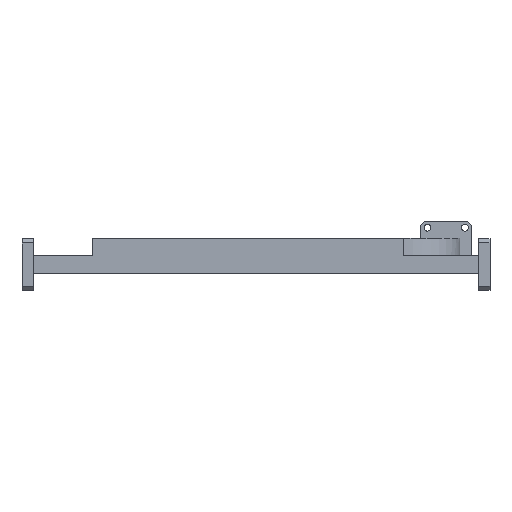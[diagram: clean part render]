
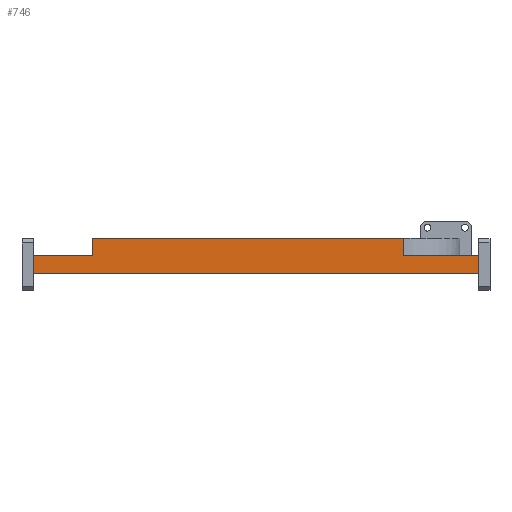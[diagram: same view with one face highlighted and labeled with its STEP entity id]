
A CAD part, top view. The second image highlights one B-rep face of the part: STEP entity #746.
In plain terms, the highlighted planar face has unit normal (0, 0, 1).
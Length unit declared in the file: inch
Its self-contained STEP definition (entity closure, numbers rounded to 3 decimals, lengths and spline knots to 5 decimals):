
#34 = EDGE_CURVE ( 'NONE', #887, #672, #2355, .T. ) ;
#45 = CARTESIAN_POINT ( 'NONE',  ( 2.52, 0.45, 0.67 ) ) ;
#75 = EDGE_CURVE ( 'NONE', #2568, #1133, #1965, .T. ) ;
#103 = VERTEX_POINT ( 'NONE', #2079 ) ;
#141 = DIRECTION ( 'NONE',  ( 0., -1., 0. ) ) ;
#146 = CARTESIAN_POINT ( 'NONE',  ( -3.81, 0.44, 0.67 ) ) ;
#177 = VERTEX_POINT ( 'NONE', #1263 ) ;
#186 = ORIENTED_EDGE ( 'NONE', *, *, #34, .T. ) ;
#215 = VECTOR ( 'NONE', #786, 39.37008 ) ;
#284 = ORIENTED_EDGE ( 'NONE', *, *, #1817, .T. ) ;
#285 = DIRECTION ( 'NONE',  ( 1., 0., 0. ) ) ;
#339 = VECTOR ( 'NONE', #2120, 39.37008 ) ;
#343 = DIRECTION ( 'NONE',  ( 0., -1., 0. ) ) ;
#481 = LINE ( 'NONE', #1281, #1079 ) ;
#524 = ORIENTED_EDGE ( 'NONE', *, *, #1299, .F. ) ;
#527 = CARTESIAN_POINT ( 'NONE',  ( -3.81, 0.44, 0.67 ) ) ;
#597 = VERTEX_POINT ( 'NONE', #1317 ) ;
#607 = ORIENTED_EDGE ( 'NONE', *, *, #1853, .F. ) ;
#610 = VECTOR ( 'NONE', #2508, 39.37008 ) ;
#672 = VERTEX_POINT ( 'NONE', #2611 ) ;
#746 = ADVANCED_FACE ( 'NONE', ( #2400 ), #2227, .F. ) ;
#759 = DIRECTION ( 'NONE',  ( 0., 0., -1. ) ) ;
#770 = VECTOR ( 'NONE', #141, 39.37008 ) ;
#779 = CARTESIAN_POINT ( 'NONE',  ( -3.81, 0.15, 0.67 ) ) ;
#781 = VERTEX_POINT ( 'NONE', #1027 ) ;
#786 = DIRECTION ( 'NONE',  ( 0., -1., 0. ) ) ;
#822 = EDGE_CURVE ( 'NONE', #177, #781, #1667, .T. ) ;
#875 = LINE ( 'NONE', #1516, #610 ) ;
#887 = VERTEX_POINT ( 'NONE', #779 ) ;
#951 = EDGE_CURVE ( 'NONE', #597, #103, #1390, .T. ) ;
#956 = CARTESIAN_POINT ( 'NONE',  ( -2.8, 0.45, 0.67 ) ) ;
#1027 = CARTESIAN_POINT ( 'NONE',  ( 3.81, -0.15, 0.67 ) ) ;
#1079 = VECTOR ( 'NONE', #285, 39.37008 ) ;
#1133 = VERTEX_POINT ( 'NONE', #2126 ) ;
#1203 = CARTESIAN_POINT ( 'NONE',  ( 2.52, 0.45, 0.67 ) ) ;
#1207 = ORIENTED_EDGE ( 'NONE', *, *, #951, .T. ) ;
#1263 = CARTESIAN_POINT ( 'NONE',  ( 3.81, 0.15, 0.67 ) ) ;
#1270 = CARTESIAN_POINT ( 'NONE',  ( -3.81, 0.15, 0.67 ) ) ;
#1281 = CARTESIAN_POINT ( 'NONE',  ( -3.81, -0.15, 0.67 ) ) ;
#1299 = EDGE_CURVE ( 'NONE', #887, #103, #2282, .T. ) ;
#1317 = CARTESIAN_POINT ( 'NONE',  ( -2.8, 0.45, 0.67 ) ) ;
#1390 = LINE ( 'NONE', #956, #2087 ) ;
#1416 = EDGE_LOOP ( 'NONE', ( #186, #284, #2554, #1777, #2458, #607, #1207, #524 ) ) ;
#1516 = CARTESIAN_POINT ( 'NONE',  ( 0., 0.45, 0.67 ) ) ;
#1531 = DIRECTION ( 'NONE',  ( 1., 0., 0. ) ) ;
#1551 = CARTESIAN_POINT ( 'NONE',  ( -3.81, 0.15, 0.67 ) ) ;
#1561 = DIRECTION ( 'NONE',  ( 0., -1., 0. ) ) ;
#1667 = LINE ( 'NONE', #2433, #2071 ) ;
#1777 = ORIENTED_EDGE ( 'NONE', *, *, #2441, .F. ) ;
#1817 = EDGE_CURVE ( 'NONE', #672, #781, #481, .T. ) ;
#1853 = EDGE_CURVE ( 'NONE', #597, #2568, #875, .T. ) ;
#1965 = LINE ( 'NONE', #1203, #770 ) ;
#2071 = VECTOR ( 'NONE', #2448, 39.37008 ) ;
#2079 = CARTESIAN_POINT ( 'NONE',  ( -2.8, 0.15, 0.67 ) ) ;
#2087 = VECTOR ( 'NONE', #1561, 39.37008 ) ;
#2120 = DIRECTION ( 'NONE',  ( 1., 0., 0. ) ) ;
#2126 = CARTESIAN_POINT ( 'NONE',  ( 2.52, 0.15, 0.67 ) ) ;
#2227 = PLANE ( 'NONE',  #2397 ) ;
#2282 = LINE ( 'NONE', #1270, #2439 ) ;
#2299 = LINE ( 'NONE', #1551, #339 ) ;
#2355 = LINE ( 'NONE', #527, #215 ) ;
#2397 = AXIS2_PLACEMENT_3D ( 'NONE', #146, #759, #343 ) ;
#2400 = FACE_OUTER_BOUND ( 'NONE', #1416, .T. ) ;
#2433 = CARTESIAN_POINT ( 'NONE',  ( 3.81, 0.44, 0.67 ) ) ;
#2439 = VECTOR ( 'NONE', #1531, 39.37008 ) ;
#2441 = EDGE_CURVE ( 'NONE', #1133, #177, #2299, .T. ) ;
#2448 = DIRECTION ( 'NONE',  ( 0., -1., 0. ) ) ;
#2458 = ORIENTED_EDGE ( 'NONE', *, *, #75, .F. ) ;
#2508 = DIRECTION ( 'NONE',  ( 1., 0., 0. ) ) ;
#2554 = ORIENTED_EDGE ( 'NONE', *, *, #822, .F. ) ;
#2568 = VERTEX_POINT ( 'NONE', #45 ) ;
#2611 = CARTESIAN_POINT ( 'NONE',  ( -3.81, -0.15, 0.67 ) ) ;
